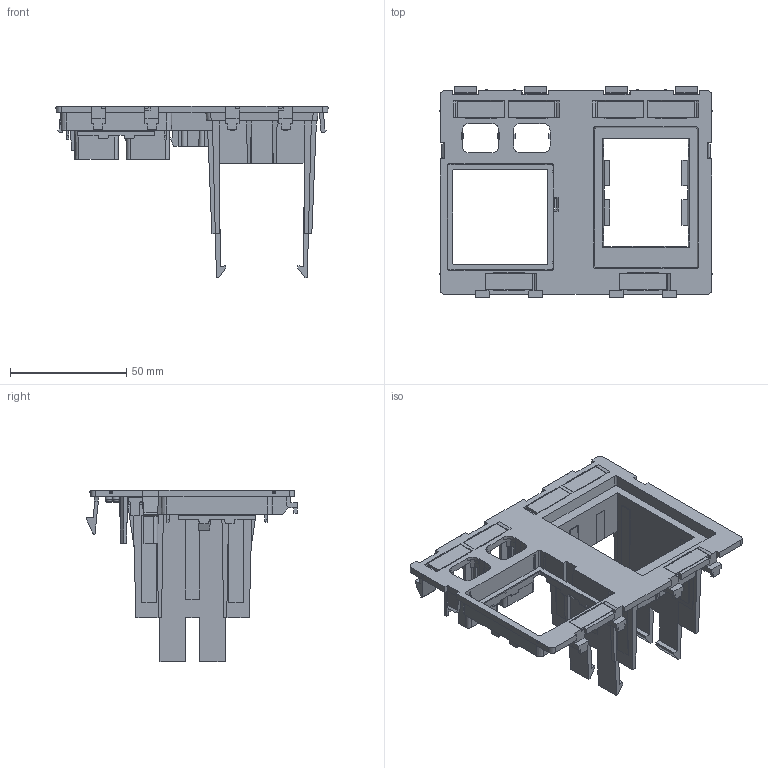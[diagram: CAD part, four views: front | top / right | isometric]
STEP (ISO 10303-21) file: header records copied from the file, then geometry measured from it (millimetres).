
FILE_DESCRIPTION(('CATIA V5 STEP Exchange','CAx-IF Rec.Pracs.--- Model Styling and Organization---1.4--- 2014-01-23'),'2;1');
FILE_NAME ('287493-2_1', '2019-10-11T10:01:06+00:00', ('none'), ('Weidmueller'), 'CATIA Version 5-6 Release 2016 SP3 HF44', 'CATIA V5 STEP AP214', 'none');
FILE_SCHEMA(('AUTOMOTIVE_DESIGN { 1 0 10303 214 1 1 1 1 }'));
Length unit declared in the file: millimetre
Products named in the file (1): 2067070000
Bounding box: 116.9 x 90.5 x 73.8 mm (x, y, z)
Volume: 40284.7 mm3; surface area: 46964.2 mm2
Topology: 7 solids, 7 shells, 1308 faces, 3571 edges, 2296 vertices
Faces by surface type: plane 999, cylinder 176, cone 53, torus 40, sphere 32, bspline 8
Entity records: 38511 total; most frequent: CARTESIAN_POINT 8678, ORIENTED_EDGE 7078, DIRECTION 4636, EDGE_CURVE 3539, VECTOR 2650, LINE 2650, VERTEX_POINT 2296, EDGE_LOOP 1369
